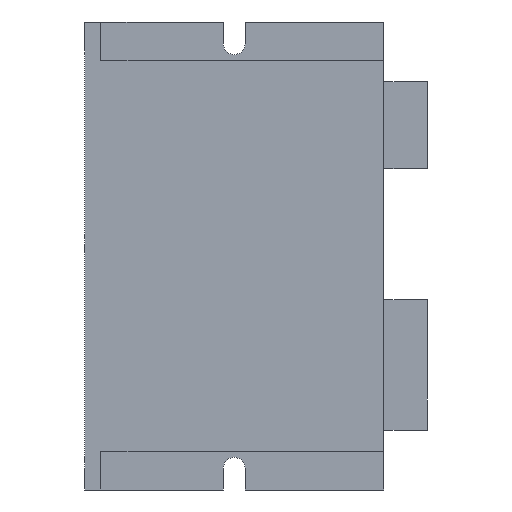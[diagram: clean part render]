
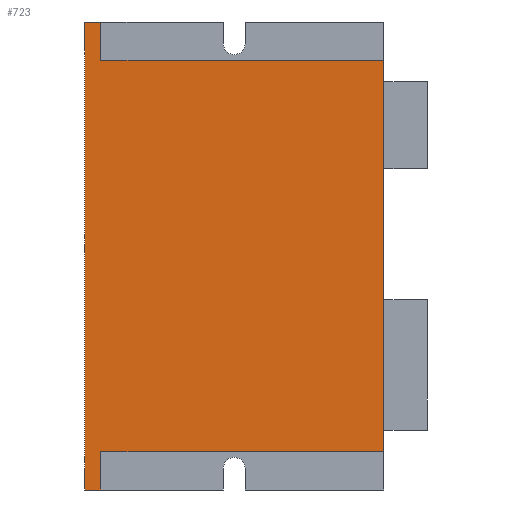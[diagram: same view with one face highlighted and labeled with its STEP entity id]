
A CAD part, front view. The second image highlights one B-rep face of the part: STEP entity #723.
In plain terms, the highlighted planar face has unit normal (0, -1, 0).
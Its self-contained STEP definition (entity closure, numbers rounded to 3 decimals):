
#140=ORIENTED_EDGE('',*,*,#268,.T.);
#141=ORIENTED_EDGE('',*,*,#312,.T.);
#142=ORIENTED_EDGE('',*,*,#297,.T.);
#143=ORIENTED_EDGE('',*,*,#313,.T.);
#144=ORIENTED_EDGE('',*,*,#275,.T.);
#145=ORIENTED_EDGE('',*,*,#270,.T.);
#146=ORIENTED_EDGE('',*,*,#256,.T.);
#147=ORIENTED_EDGE('',*,*,#285,.T.);
#256=EDGE_CURVE('',#358,#357,#425,.T.);
#268=EDGE_CURVE('',#362,#367,#435,.T.);
#270=EDGE_CURVE('',#369,#358,#437,.T.);
#275=EDGE_CURVE('',#372,#369,#441,.T.);
#285=EDGE_CURVE('',#357,#362,#450,.T.);
#297=EDGE_CURVE('',#389,#388,#462,.T.);
#312=EDGE_CURVE('',#367,#389,#474,.T.);
#313=EDGE_CURVE('',#388,#372,#475,.T.);
#357=VERTEX_POINT('',#1037);
#358=VERTEX_POINT('',#1039);
#362=VERTEX_POINT('',#1050);
#367=VERTEX_POINT('',#1060);
#369=VERTEX_POINT('',#1066);
#372=VERTEX_POINT('',#1075);
#388=VERTEX_POINT('',#1115);
#389=VERTEX_POINT('',#1117);
#425=LINE('',#1038,#519);
#435=LINE('',#1061,#529);
#437=LINE('',#1065,#531);
#441=LINE('',#1074,#535);
#450=LINE('',#1093,#544);
#462=LINE('',#1116,#556);
#474=LINE('',#1144,#568);
#475=LINE('',#1146,#569);
#519=VECTOR('',#836,1000.);
#529=VECTOR('',#852,1000.);
#531=VECTOR('',#856,1000.);
#535=VECTOR('',#864,1000.);
#544=VECTOR('',#879,1000.);
#556=VECTOR('',#893,1000.);
#568=VECTOR('',#919,1000.);
#569=VECTOR('',#922,1000.);
#611=EDGE_LOOP('',(#140,#141,#142,#143,#144,#145,#146,#147));
#651=FACE_BOUND('',#611,.T.);
#689=PLANE('',#782);
#723=ADVANCED_FACE('',(#651),#689,.F.);
#782=AXIS2_PLACEMENT_3D('',#1147,#923,#924);
#836=DIRECTION('',(0.,0.,-1.));
#852=DIRECTION('',(0.,0.,1.));
#856=DIRECTION('',(-1.,0.,0.));
#864=DIRECTION('',(0.,0.,1.));
#879=DIRECTION('',(1.,0.,0.));
#893=DIRECTION('',(0.,0.,1.));
#919=DIRECTION('',(1.,0.,0.));
#922=DIRECTION('',(-1.,0.,0.));
#923=DIRECTION('',(0.,1.,0.));
#924=DIRECTION('',(0.,0.,1.));
#1037=CARTESIAN_POINT('',(0.,-21.,0.));
#1038=CARTESIAN_POINT('',(0.,-21.,86.));
#1039=CARTESIAN_POINT('',(0.,-21.,86.));
#1050=CARTESIAN_POINT('',(3.,-21.,0.));
#1060=CARTESIAN_POINT('',(3.,-21.,7.));
#1061=CARTESIAN_POINT('',(3.,-21.,0.));
#1065=CARTESIAN_POINT('',(3.,-21.,86.));
#1066=CARTESIAN_POINT('',(3.,-21.,86.));
#1074=CARTESIAN_POINT('',(3.,-21.,79.));
#1075=CARTESIAN_POINT('',(3.,-21.,79.));
#1093=CARTESIAN_POINT('',(0.,-21.,0.));
#1115=CARTESIAN_POINT('',(55.,-21.,79.));
#1116=CARTESIAN_POINT('',(55.,-21.,7.));
#1117=CARTESIAN_POINT('',(55.,-21.,7.));
#1144=CARTESIAN_POINT('',(3.,-21.,7.));
#1146=CARTESIAN_POINT('',(55.,-21.,79.));
#1147=CARTESIAN_POINT('',(0.,-21.,0.));
